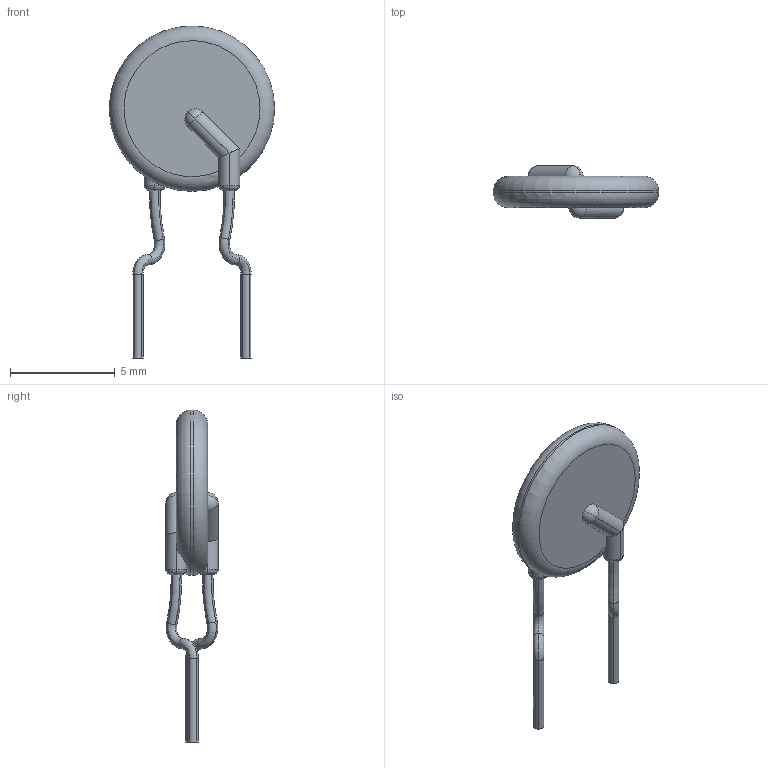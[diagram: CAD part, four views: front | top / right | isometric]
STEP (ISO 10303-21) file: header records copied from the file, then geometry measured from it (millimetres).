
FILE_DESCRIPTION(('FreeCAD Model'),'2;1');
FILE_NAME('7.9mm Resettable PTC Radial.step','2020-03-07T23:22:16',('Author'),(''), 'Open CASCADE STEP processor 7.3','FreeCAD','Unknown');
FILE_SCHEMA(('AUTOMOTIVE_DESIGN { 1 0 10303 214 1 1 1 1 }'));
Length unit declared in the file: millimetre
Products named in the file (1): 7.9mm_Resettable_PTC_Radial
Bounding box: 7.9 x 2.5 x 15.86 mm (x, y, z)
Volume: 75.9 mm3; surface area: 158.3 mm2
Topology: 1 solids, 1 shells, 121 faces, 297 edges, 176 vertices
Faces by surface type: cylinder 47, plane 36, torus 26, revolution 8, sphere 4
Full cylindrical faces by diameter (mm): 7.9 x1
Entity records: 12868 total; most frequent: CARTESIAN_POINT 6349, DIRECTION 1028, ORIENTED_EDGE 586, PCURVE 586, DEFINITIONAL_REPRESENTATION 586, LINE 462, VECTOR 462, EDGE_CURVE 293
